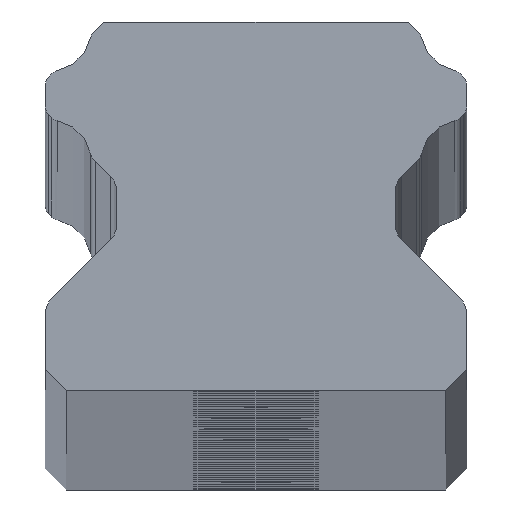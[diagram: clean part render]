
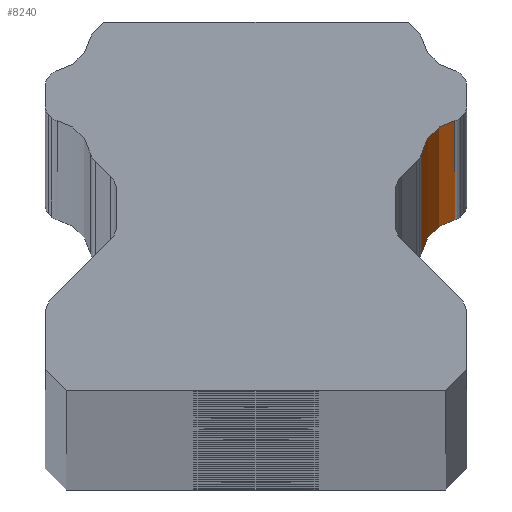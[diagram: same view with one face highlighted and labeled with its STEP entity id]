
A CAD part, top view. The second image highlights one B-rep face of the part: STEP entity #8240.
In plain terms, the highlighted cylindrical face has radius 2 mm (diameter 4 mm), a partial arc.
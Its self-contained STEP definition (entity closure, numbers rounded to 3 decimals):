
#174 = EDGE_CURVE ( 'NONE', #6212, #4043, #8052, .T. ) ;
#244 = CYLINDRICAL_SURFACE ( 'NONE', #3154, 2. ) ;
#398 = DIRECTION ( 'NONE',  ( 0., 0., -1. ) ) ;
#851 = EDGE_LOOP ( 'NONE', ( #4087, #7224, #3139, #1640 ) ) ;
#872 = EDGE_CURVE ( 'NONE', #6312, #3345, #2560, .T. ) ;
#1174 = DIRECTION ( 'NONE',  ( 0., 0., -1. ) ) ;
#1640 = ORIENTED_EDGE ( 'NONE', *, *, #7526, .T. ) ;
#1880 = DIRECTION ( 'NONE',  ( -1., 0., 0. ) ) ;
#1905 = VECTOR ( 'NONE', #398, 1000. ) ;
#2560 = CIRCLE ( 'NONE', #5550, 2. ) ;
#2580 = CARTESIAN_POINT ( 'NONE',  ( 9.811, -3.146, 1350. ) ) ;
#3139 = ORIENTED_EDGE ( 'NONE', *, *, #872, .F. ) ;
#3154 = AXIS2_PLACEMENT_3D ( 'NONE', #6294, #6264, #5554 ) ;
#3185 = DIRECTION ( 'NONE',  ( -1., 0., 0. ) ) ;
#3345 = VERTEX_POINT ( 'NONE', #4042 ) ;
#3392 = CARTESIAN_POINT ( 'NONE',  ( 7.847, -2.767, -1350. ) ) ;
#4042 = CARTESIAN_POINT ( 'NONE',  ( 9.432, -1.182, 1350. ) ) ;
#4043 = VERTEX_POINT ( 'NONE', #7657 ) ;
#4087 = ORIENTED_EDGE ( 'NONE', *, *, #174, .T. ) ;
#4611 = FACE_OUTER_BOUND ( 'NONE', #851, .T. ) ;
#4777 = EDGE_CURVE ( 'NONE', #3345, #4043, #4904, .T. ) ;
#4904 = LINE ( 'NONE', #4999, #7281 ) ;
#4999 = CARTESIAN_POINT ( 'NONE',  ( 9.432, -1.182, 1350. ) ) ;
#5188 = CARTESIAN_POINT ( 'NONE',  ( 7.847, -2.767, 1350. ) ) ;
#5550 = AXIS2_PLACEMENT_3D ( 'NONE', #2580, #1174, #1880 ) ;
#5554 = DIRECTION ( 'NONE',  ( -1., 0., 0. ) ) ;
#5676 = DIRECTION ( 'NONE',  ( 0., 0., -1. ) ) ;
#5705 = CARTESIAN_POINT ( 'NONE',  ( 7.847, -2.767, 1350. ) ) ;
#5910 = CARTESIAN_POINT ( 'NONE',  ( 9.811, -3.146, -1350. ) ) ;
#6034 = AXIS2_PLACEMENT_3D ( 'NONE', #5910, #8510, #3185 ) ;
#6212 = VERTEX_POINT ( 'NONE', #3392 ) ;
#6264 = DIRECTION ( 'NONE',  ( 0., 0., -1. ) ) ;
#6294 = CARTESIAN_POINT ( 'NONE',  ( 9.811, -3.146, 1350. ) ) ;
#6312 = VERTEX_POINT ( 'NONE', #5188 ) ;
#7197 = LINE ( 'NONE', #5705, #1905 ) ;
#7224 = ORIENTED_EDGE ( 'NONE', *, *, #4777, .F. ) ;
#7281 = VECTOR ( 'NONE', #5676, 1000. ) ;
#7526 = EDGE_CURVE ( 'NONE', #6312, #6212, #7197, .T. ) ;
#7657 = CARTESIAN_POINT ( 'NONE',  ( 9.432, -1.182, -1350. ) ) ;
#8052 = CIRCLE ( 'NONE', #6034, 2. ) ;
#8240 = ADVANCED_FACE ( 'NONE', ( #4611 ), #244, .F. ) ;
#8510 = DIRECTION ( 'NONE',  ( 0., 0., -1. ) ) ;
